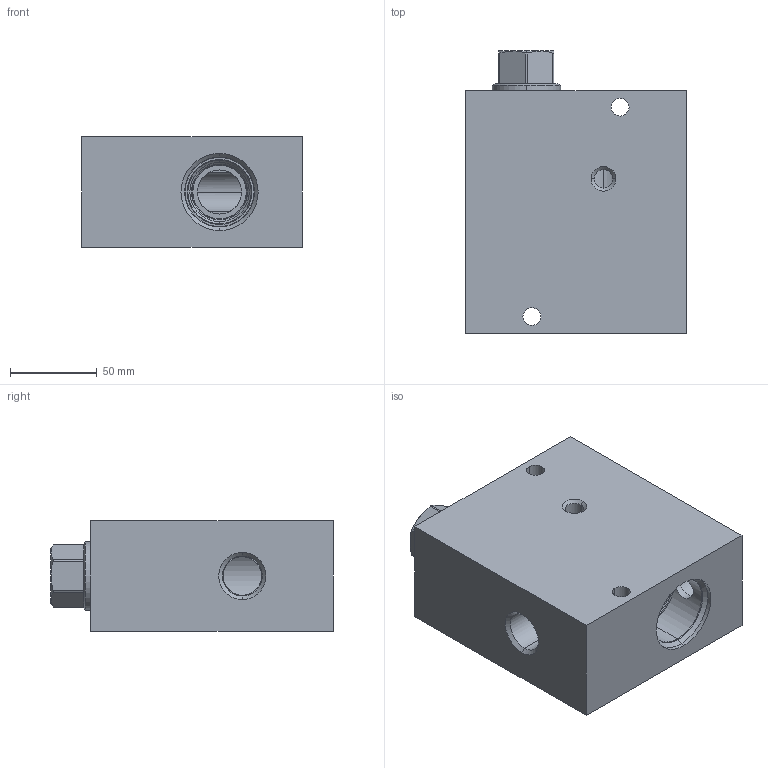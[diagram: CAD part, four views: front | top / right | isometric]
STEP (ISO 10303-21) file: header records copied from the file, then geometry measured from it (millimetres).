
FILE_DESCRIPTION((''),'2;1');
FILE_NAME('H4D_ASM','2019-11-15T',('ProEService'),(''),'PRO/ENGINEER BY PARAMETRIC TECHNOLOGY CORPORATION, 2014200','PRO/ENGINEER BY PARAMETRIC TECHNOLOGY CORPORATION, 2014200','');
FILE_SCHEMA(('CONFIG_CONTROL_DESIGN'));
Length unit declared in the file: inch
Products named in the file (3): 150-754-001; CXGDXCN; H4D_ASM
Assembly tree (2 placements, depth 2):
  H4D_ASM
    150-754-001
    CXGDXCN
Bounding box: 127 x 162.74 x 63.5 mm (x, y, z)
Volume: 962386.9 mm3; surface area: 115856.4 mm2
Topology: 3 solids, 3 shells, 255 faces, 832 edges, 692 vertices
Faces by surface type: cylinder 120, cone 56, plane 47, torus 26, revolution 6
Entity records: 10555 total; most frequent: CARTESIAN_POINT 3317, DIRECTION 1562, ORIENTED_EDGE 1170, EDGE_CURVE 585, AXIS2_PLACEMENT_3D 559, VECTOR 438, LINE 438, VERTEX_POINT 353
